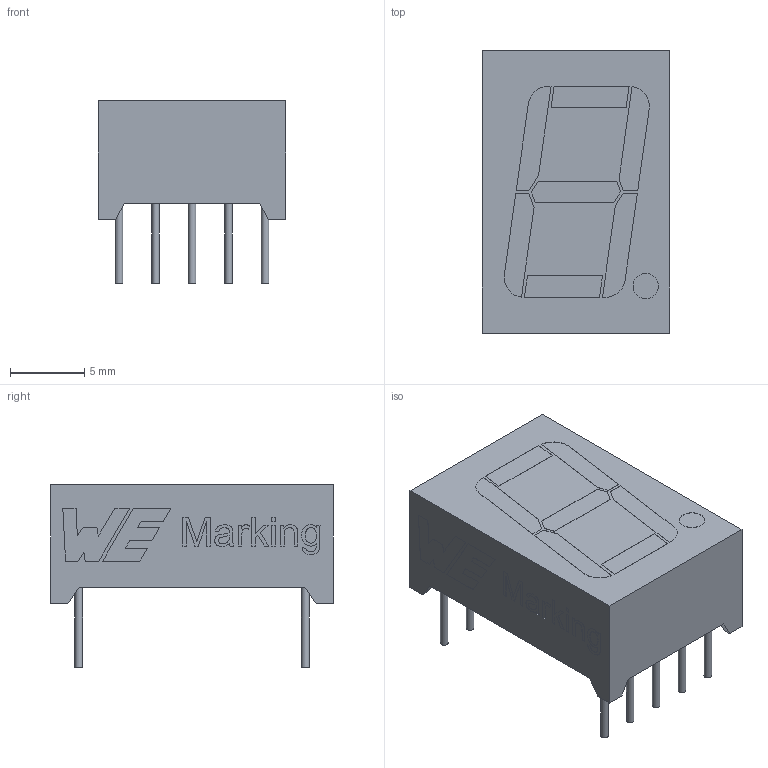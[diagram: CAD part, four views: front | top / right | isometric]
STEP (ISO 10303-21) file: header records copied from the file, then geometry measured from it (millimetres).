
FILE_DESCRIPTION( ( 'Unknown' ), '1' );
FILE_NAME( '157142x12803_157142x12703.stp', 'Unknown', ( 'Unknown' ), ( 'Unknown' ), 'PSStep 21.0.46', 'Unknown', ' ' );
FILE_SCHEMA( ( 'AUTOMOTIVE_DESIGN { 1 0 10303 214 1 1 1 1 }' ) );
Length unit declared in the file: millimetre
Products named in the file (4): Assem1; Housing; PCB; Glue
Assembly tree (3 placements, depth 2):
  Assem1
    Housing
    PCB
    Glue
Bounding box: 12.6 x 19 x 12.3 mm (x, y, z)
Volume: 625 mm3; surface area: 2256.1 mm2
Topology: 3 solids, 3 shells, 292 faces, 716 edges, 479 vertices
Faces by surface type: plane 238, cylinder 32, extrusion 22
Full cylindrical faces by diameter (mm): 0.51 x20, 1.5 x4, 1.7 x1, 2 x3
Entity records: 11627 total; most frequent: CARTESIAN_POINT 2651, ORIENTED_EDGE 1360, DIRECTION 1158, EDGE_CURVE 680, VECTOR 482, VERTEX_POINT 474, LINE 460, EDGE_LOOP 396
